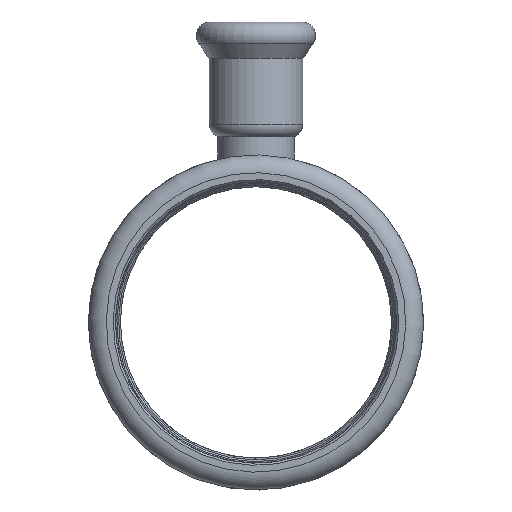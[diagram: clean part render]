
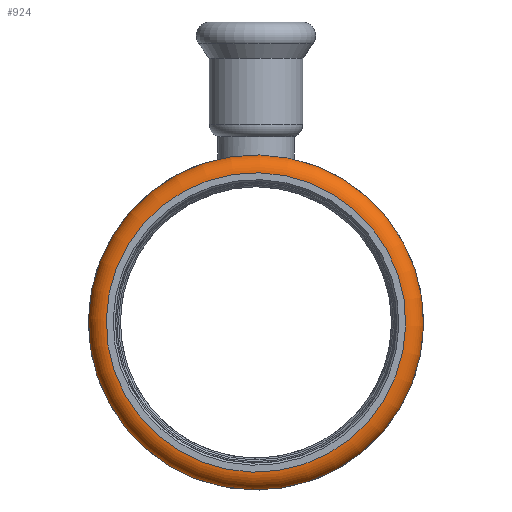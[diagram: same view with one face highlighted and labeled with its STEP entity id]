
A CAD part, left-side view. The second image highlights one B-rep face of the part: STEP entity #924.
In plain terms, the highlighted toroidal (fillet/blend) face has major radius 29.25 mm and minor radius 3.5 mm.
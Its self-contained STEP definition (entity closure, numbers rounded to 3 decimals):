
#47=TOROIDAL_SURFACE('',#1015,29.25,3.5);
#99=FACE_OUTER_BOUND('',#161,.T.);
#161=EDGE_LOOP('',(#591,#592,#593,#594));
#287=CIRCLE('',#1011,29.25);
#290=CIRCLE('',#1016,3.5);
#291=CIRCLE('',#1017,32.152);
#368=VERTEX_POINT('',#1455);
#371=VERTEX_POINT('',#1464);
#448=EDGE_CURVE('',#368,#368,#287,.T.);
#452=EDGE_CURVE('',#368,#371,#290,.T.);
#453=EDGE_CURVE('',#371,#371,#291,.T.);
#591=ORIENTED_EDGE('',*,*,#448,.F.);
#592=ORIENTED_EDGE('',*,*,#452,.T.);
#593=ORIENTED_EDGE('',*,*,#453,.T.);
#594=ORIENTED_EDGE('',*,*,#452,.F.);
#924=ADVANCED_FACE('',(#99),#47,.T.);
#1011=AXIS2_PLACEMENT_3D('',#1456,#1155,#1156);
#1015=AXIS2_PLACEMENT_3D('',#1463,#1164,#1165);
#1016=AXIS2_PLACEMENT_3D('',#1465,#1166,#1167);
#1017=AXIS2_PLACEMENT_3D('',#1466,#1168,#1169);
#1155=DIRECTION('center_axis',(-1.,0.,0.));
#1156=DIRECTION('ref_axis',(0.,0.,-1.));
#1164=DIRECTION('center_axis',(-1.,0.,0.));
#1165=DIRECTION('ref_axis',(0.,0.878,-0.479));
#1166=DIRECTION('center_axis',(0.,0.479,0.878));
#1167=DIRECTION('ref_axis',(0.,-0.878,0.479));
#1168=DIRECTION('center_axis',(-1.,0.,0.));
#1169=DIRECTION('ref_axis',(0.,0.,-1.));
#1455=CARTESIAN_POINT('',(-69.,-25.669,14.023));
#1456=CARTESIAN_POINT('Origin',(-69.,0.,0.));
#1463=CARTESIAN_POINT('Origin',(-65.5,0.,0.));
#1464=CARTESIAN_POINT('',(-63.543,-28.216,15.414));
#1465=CARTESIAN_POINT('Origin',(-65.5,-25.669,14.023));
#1466=CARTESIAN_POINT('Origin',(-63.543,0.,0.));
